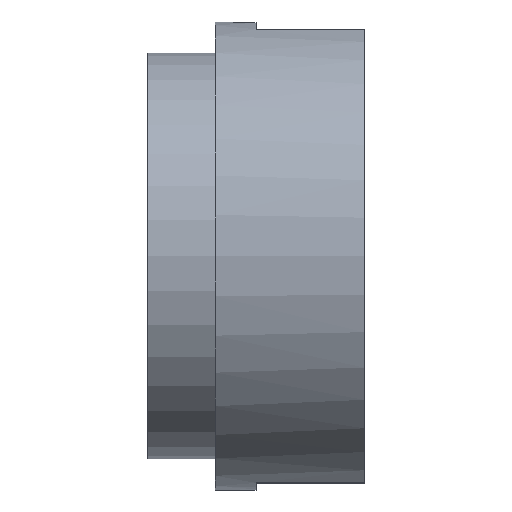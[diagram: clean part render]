
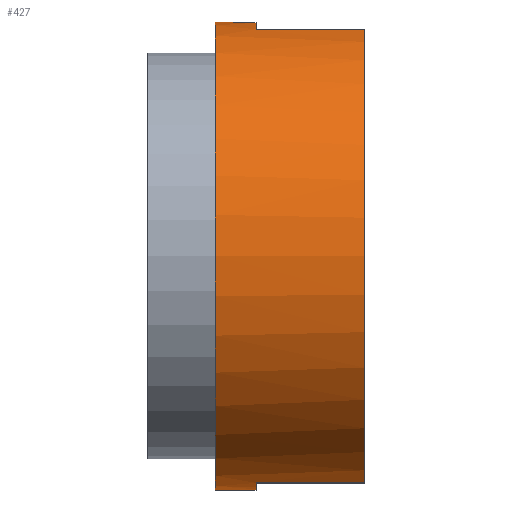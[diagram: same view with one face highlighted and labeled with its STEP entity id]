
A CAD part, top view. The second image highlights one B-rep face of the part: STEP entity #427.
In plain terms, the highlighted cylindrical face has radius 17.294 mm (diameter 34.588 mm), a full revolution.
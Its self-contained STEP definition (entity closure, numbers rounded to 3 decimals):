
#49=FACE_OUTER_BOUND('',#75,.T.);
#75=EDGE_LOOP('',(#323,#324,#325,#326,#327,#328,#329,#330,#331,#332,#333,
#334,#335,#336,#337,#338));
#99=LINE('',#651,#138);
#101=LINE('',#654,#140);
#103=LINE('',#662,#142);
#105=LINE('',#665,#144);
#107=LINE('',#673,#146);
#109=LINE('',#676,#148);
#110=LINE('',#684,#149);
#138=VECTOR('',#521,10.);
#140=VECTOR('',#523,10.);
#142=VECTOR('',#531,10.);
#144=VECTOR('',#533,10.);
#146=VECTOR('',#541,10.);
#148=VECTOR('',#543,10.);
#149=VECTOR('',#554,17.294);
#178=CIRCLE('',#465,17.294);
#179=CIRCLE('',#468,17.294);
#180=CIRCLE('',#471,17.294);
#181=CIRCLE('',#472,17.294);
#182=CIRCLE('',#474,17.294);
#183=CIRCLE('',#475,17.294);
#184=CIRCLE('',#476,17.294);
#185=CIRCLE('',#477,17.294);
#199=VERTEX_POINT('',#647);
#200=VERTEX_POINT('',#648);
#201=VERTEX_POINT('',#650);
#202=VERTEX_POINT('',#652);
#203=VERTEX_POINT('',#658);
#204=VERTEX_POINT('',#659);
#205=VERTEX_POINT('',#661);
#206=VERTEX_POINT('',#663);
#207=VERTEX_POINT('',#669);
#208=VERTEX_POINT('',#670);
#209=VERTEX_POINT('',#672);
#210=VERTEX_POINT('',#674);
#211=VERTEX_POINT('',#678);
#212=VERTEX_POINT('',#683);
#241=EDGE_CURVE('',#201,#199,#99,.T.);
#243=EDGE_CURVE('',#200,#202,#101,.T.);
#244=EDGE_CURVE('',#202,#201,#178,.T.);
#246=EDGE_CURVE('',#205,#203,#103,.T.);
#248=EDGE_CURVE('',#204,#206,#105,.T.);
#249=EDGE_CURVE('',#206,#205,#179,.T.);
#251=EDGE_CURVE('',#209,#207,#107,.T.);
#253=EDGE_CURVE('',#208,#210,#109,.T.);
#254=EDGE_CURVE('',#211,#209,#180,.T.);
#255=EDGE_CURVE('',#210,#211,#181,.T.);
#256=EDGE_CURVE('',#208,#199,#182,.T.);
#257=EDGE_CURVE('',#211,#212,#110,.T.);
#258=EDGE_CURVE('',#212,#212,#183,.T.);
#259=EDGE_CURVE('',#204,#207,#184,.T.);
#260=EDGE_CURVE('',#200,#203,#185,.T.);
#323=ORIENTED_EDGE('',*,*,#243,.T.);
#324=ORIENTED_EDGE('',*,*,#244,.T.);
#325=ORIENTED_EDGE('',*,*,#241,.T.);
#326=ORIENTED_EDGE('',*,*,#256,.F.);
#327=ORIENTED_EDGE('',*,*,#253,.T.);
#328=ORIENTED_EDGE('',*,*,#255,.T.);
#329=ORIENTED_EDGE('',*,*,#257,.T.);
#330=ORIENTED_EDGE('',*,*,#258,.T.);
#331=ORIENTED_EDGE('',*,*,#257,.F.);
#332=ORIENTED_EDGE('',*,*,#254,.T.);
#333=ORIENTED_EDGE('',*,*,#251,.T.);
#334=ORIENTED_EDGE('',*,*,#259,.F.);
#335=ORIENTED_EDGE('',*,*,#248,.T.);
#336=ORIENTED_EDGE('',*,*,#249,.T.);
#337=ORIENTED_EDGE('',*,*,#246,.T.);
#338=ORIENTED_EDGE('',*,*,#260,.F.);
#416=CYLINDRICAL_SURFACE('',#473,17.294);
#427=ADVANCED_FACE('',(#49),#416,.T.);
#465=AXIS2_PLACEMENT_3D('',#656,#526,#527);
#468=AXIS2_PLACEMENT_3D('',#667,#536,#537);
#471=AXIS2_PLACEMENT_3D('',#679,#546,#547);
#472=AXIS2_PLACEMENT_3D('',#680,#548,#549);
#473=AXIS2_PLACEMENT_3D('',#681,#550,#551);
#474=AXIS2_PLACEMENT_3D('',#682,#552,#553);
#475=AXIS2_PLACEMENT_3D('',#685,#555,#556);
#476=AXIS2_PLACEMENT_3D('',#686,#557,#558);
#477=AXIS2_PLACEMENT_3D('',#687,#559,#560);
#521=DIRECTION('',(1.,0.,0.));
#523=DIRECTION('',(-1.,0.,0.));
#526=DIRECTION('center_axis',(-1.,0.,0.));
#527=DIRECTION('ref_axis',(0.,1.,0.));
#531=DIRECTION('',(1.,0.,0.));
#533=DIRECTION('',(-1.,0.,0.));
#536=DIRECTION('center_axis',(-1.,0.,0.));
#537=DIRECTION('ref_axis',(0.,1.,0.));
#541=DIRECTION('',(1.,0.,0.));
#543=DIRECTION('',(-1.,0.,0.));
#546=DIRECTION('center_axis',(-1.,0.,0.));
#547=DIRECTION('ref_axis',(0.,1.,0.));
#548=DIRECTION('center_axis',(-1.,0.,0.));
#549=DIRECTION('ref_axis',(0.,1.,0.));
#550=DIRECTION('center_axis',(1.,0.,0.));
#551=DIRECTION('ref_axis',(0.,1.,0.));
#552=DIRECTION('center_axis',(1.,0.,0.));
#553=DIRECTION('ref_axis',(0.,1.,0.));
#554=DIRECTION('',(-1.,0.,0.));
#555=DIRECTION('center_axis',(1.,0.,0.));
#556=DIRECTION('ref_axis',(0.,1.,0.));
#557=DIRECTION('center_axis',(1.,0.,0.));
#558=DIRECTION('ref_axis',(0.,1.,0.));
#559=DIRECTION('center_axis',(1.,0.,0.));
#560=DIRECTION('ref_axis',(0.,1.,0.));
#647=CARTESIAN_POINT('',(13.5,-4.244,-18.343));
#648=CARTESIAN_POINT('',(13.5,4.244,-18.343));
#650=CARTESIAN_POINT('',(5.5,-4.244,-18.343));
#651=CARTESIAN_POINT('',(2.5,-4.244,-18.343));
#652=CARTESIAN_POINT('',(5.5,4.244,-18.343));
#654=CARTESIAN_POINT('',(2.5,4.244,-18.343));
#656=CARTESIAN_POINT('Origin',(5.5,0.,-1.578));
#658=CARTESIAN_POINT('',(13.5,16.753,-5.87));
#659=CARTESIAN_POINT('',(13.5,16.753,2.714));
#661=CARTESIAN_POINT('',(5.5,16.753,-5.87));
#662=CARTESIAN_POINT('',(2.5,16.753,-5.87));
#663=CARTESIAN_POINT('',(5.5,16.753,2.714));
#665=CARTESIAN_POINT('',(2.5,16.753,2.714));
#667=CARTESIAN_POINT('Origin',(5.5,0.,-1.578));
#669=CARTESIAN_POINT('',(13.5,-16.775,2.626));
#670=CARTESIAN_POINT('',(13.5,-16.775,-5.782));
#672=CARTESIAN_POINT('',(5.5,-16.775,2.626));
#673=CARTESIAN_POINT('',(2.5,-16.775,2.626));
#674=CARTESIAN_POINT('',(5.5,-16.775,-5.782));
#676=CARTESIAN_POINT('',(2.5,-16.775,-5.782));
#678=CARTESIAN_POINT('',(5.5,-17.294,-1.578));
#679=CARTESIAN_POINT('Origin',(5.5,0.,-1.578));
#680=CARTESIAN_POINT('Origin',(5.5,0.,-1.578));
#681=CARTESIAN_POINT('Origin',(2.5,0.,-1.578));
#682=CARTESIAN_POINT('Origin',(13.5,0.,-1.578));
#683=CARTESIAN_POINT('',(2.5,-17.294,-1.578));
#684=CARTESIAN_POINT('',(2.5,-17.294,-1.578));
#685=CARTESIAN_POINT('Origin',(2.5,0.,-1.578));
#686=CARTESIAN_POINT('Origin',(13.5,0.,-1.578));
#687=CARTESIAN_POINT('Origin',(13.5,0.,-1.578));
